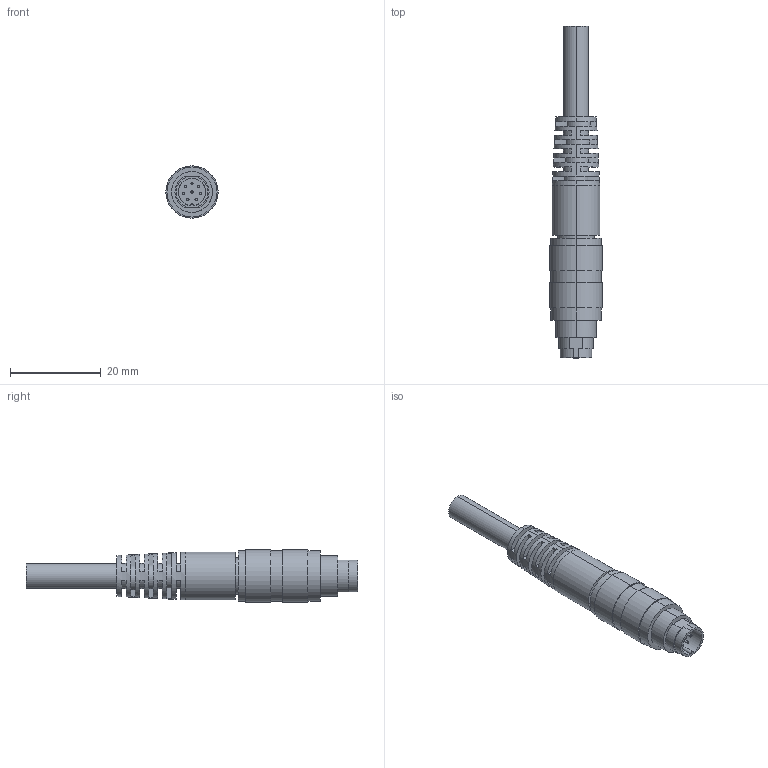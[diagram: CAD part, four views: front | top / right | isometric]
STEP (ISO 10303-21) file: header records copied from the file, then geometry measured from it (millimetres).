
FILE_DESCRIPTION((''),'2;1');
FILE_NAME('79-1425-15-08.stp','2005-07-06T11:25:19',('Kramp'),(''),'Autodesk Inventor 7','Autodesk Inventor 7','');
FILE_SCHEMA(('AUTOMOTIVE_DESIGN { 1 0 10303 214 1 1 1 1 }'));
Length unit declared in the file: millimetre
Products named in the file (1): 79-1425-15-08
Bounding box: 11.5 x 73 x 11.5 mm (x, y, z)
Volume: 4333.3 mm3; surface area: 3071.9 mm2
Topology: 1 solids, 1 shells, 141 faces, 377 edges, 245 vertices
Faces by surface type: plane 74, cylinder 57, sphere 8, cone 2
Entity records: 4249 total; most frequent: DIRECTION 796, CARTESIAN_POINT 716, ORIENTED_EDGE 690, EDGE_CURVE 345, AXIS2_PLACEMENT_3D 309, VERTEX_POINT 229, VECTOR 178, LINE 178
